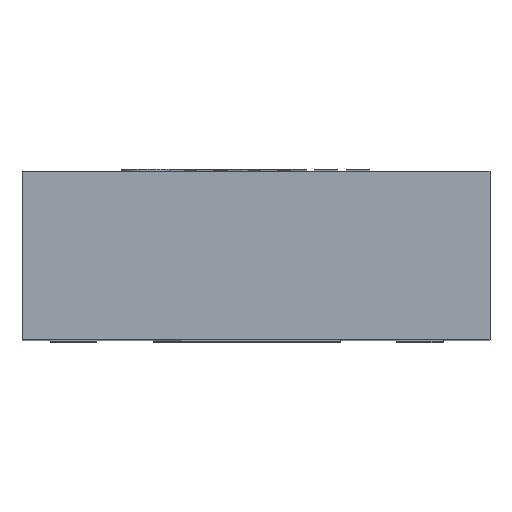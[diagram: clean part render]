
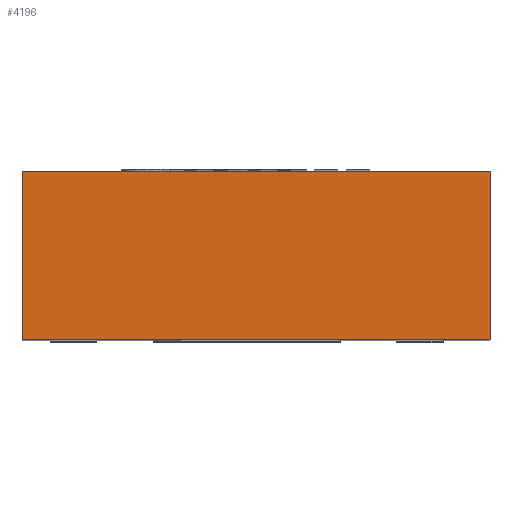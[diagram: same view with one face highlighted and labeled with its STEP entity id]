
A CAD part, top view. The second image highlights one B-rep face of the part: STEP entity #4196.
In plain terms, the highlighted planar face has unit normal (0, 0, 1).
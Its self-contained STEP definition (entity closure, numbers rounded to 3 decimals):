
#53 = DIRECTION ( 'NONE',  ( 0., -1., 0. ) ) ;
#86 = ORIENTED_EDGE ( 'NONE', *, *, #2642, .F. ) ;
#221 = PLANE ( 'NONE',  #1293 ) ;
#226 = DIRECTION ( 'NONE',  ( 1., 0., 0. ) ) ;
#634 = DIRECTION ( 'NONE',  ( 0., -1., 0. ) ) ;
#1293 = AXIS2_PLACEMENT_3D ( 'NONE', #3421, #2246, #2299 ) ;
#1300 = LINE ( 'NONE', #2154, #4379 ) ;
#1481 = CARTESIAN_POINT ( 'NONE',  ( 0., 0.9, 0. ) ) ;
#1520 = LINE ( 'NONE', #3170, #4830 ) ;
#1752 = ORIENTED_EDGE ( 'NONE', *, *, #3923, .F. ) ;
#1957 = VERTEX_POINT ( 'NONE', #2504 ) ;
#1986 = VERTEX_POINT ( 'NONE', #2593 ) ;
#2107 = EDGE_LOOP ( 'NONE', ( #4005, #86, #1752, #5170 ) ) ;
#2154 = CARTESIAN_POINT ( 'NONE',  ( 0., 0., 0. ) ) ;
#2181 = EDGE_CURVE ( 'NONE', #1986, #4385, #1520, .T. ) ;
#2246 = DIRECTION ( 'NONE',  ( 0., 0., -1. ) ) ;
#2299 = DIRECTION ( 'NONE',  ( -1., 0., 0. ) ) ;
#2386 = CARTESIAN_POINT ( 'NONE',  ( 2.5, 0.9, 0. ) ) ;
#2401 = CARTESIAN_POINT ( 'NONE',  ( 0., 0., 0. ) ) ;
#2504 = CARTESIAN_POINT ( 'NONE',  ( 2.5, 0.9, 0. ) ) ;
#2593 = CARTESIAN_POINT ( 'NONE',  ( 0., 0.9, 0. ) ) ;
#2642 = EDGE_CURVE ( 'NONE', #1957, #2862, #3685, .T. ) ;
#2728 = EDGE_CURVE ( 'NONE', #4385, #2862, #1300, .T. ) ;
#2862 = VERTEX_POINT ( 'NONE', #5014 ) ;
#3170 = CARTESIAN_POINT ( 'NONE',  ( 0., 0.9, 0. ) ) ;
#3351 = DIRECTION ( 'NONE',  ( 1., 0., 0. ) ) ;
#3421 = CARTESIAN_POINT ( 'NONE',  ( 0., 0.9, 0. ) ) ;
#3685 = LINE ( 'NONE', #2386, #4470 ) ;
#3868 = LINE ( 'NONE', #1481, #3917 ) ;
#3917 = VECTOR ( 'NONE', #226, 1000. ) ;
#3923 = EDGE_CURVE ( 'NONE', #1986, #1957, #3868, .T. ) ;
#4005 = ORIENTED_EDGE ( 'NONE', *, *, #2728, .T. ) ;
#4196 = ADVANCED_FACE ( 'NONE', ( #5055 ), #221, .F. ) ;
#4379 = VECTOR ( 'NONE', #3351, 1000. ) ;
#4385 = VERTEX_POINT ( 'NONE', #2401 ) ;
#4470 = VECTOR ( 'NONE', #53, 1000. ) ;
#4830 = VECTOR ( 'NONE', #634, 1000. ) ;
#5014 = CARTESIAN_POINT ( 'NONE',  ( 2.5, 0., 0. ) ) ;
#5055 = FACE_OUTER_BOUND ( 'NONE', #2107, .T. ) ;
#5170 = ORIENTED_EDGE ( 'NONE', *, *, #2181, .T. ) ;
